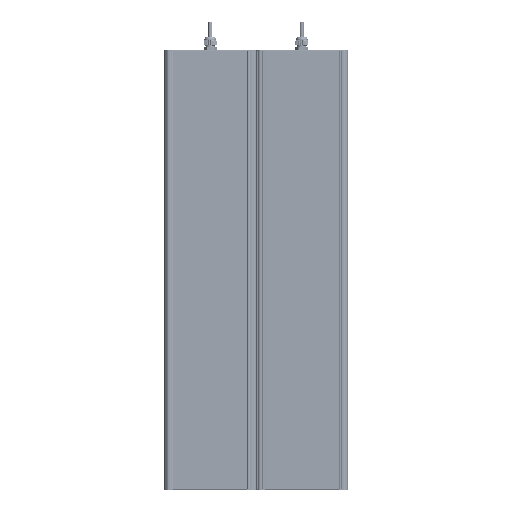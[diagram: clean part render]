
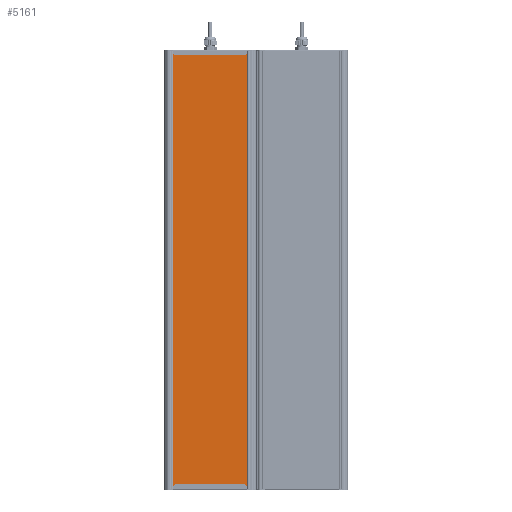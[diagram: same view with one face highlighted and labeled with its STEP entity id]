
A CAD part, front view. The second image highlights one B-rep face of the part: STEP entity #5161.
In plain terms, the highlighted face is planar.
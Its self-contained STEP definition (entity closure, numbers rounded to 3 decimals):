
#5161=ADVANCED_FACE('',(#16798),#16800,.T.);
#16798=FACE_BOUND('',#16799,.T.);
#16799=EDGE_LOOP('',(#47060,#47061,#47062,#47063));
#16800=PLANE('',#16801);
#16801=AXIS2_PLACEMENT_3D('',#16802,#16803,#16804);
#16802=CARTESIAN_POINT('',(2111.497,401.002,-34.582));
#16803=DIRECTION('',(0.,0.,-1.));
#16804=DIRECTION('',(0.,1.,0.));
#47060=ORIENTED_EDGE('',*,*,#55892,.F.);
#47061=ORIENTED_EDGE('',*,*,#55891,.T.);
#47062=ORIENTED_EDGE('',*,*,#55893,.F.);
#47063=ORIENTED_EDGE('',*,*,#55894,.F.);
#55891=EDGE_CURVE('',#62600,#62604,#62606,.T.);
#55892=EDGE_CURVE('',#62600,#62607,#62608,.T.);
#55893=EDGE_CURVE('',#62609,#62604,#62610,.T.);
#55894=EDGE_CURVE('',#62607,#62609,#62611,.T.);
#62600=VERTEX_POINT('',#83202);
#62604=VERTEX_POINT('',#83210);
#62606=LINE('',#83214,#83215);
#62607=VERTEX_POINT('',#83217);
#62608=LINE('',#83218,#83219);
#62609=VERTEX_POINT('',#83221);
#62610=LINE('',#83222,#83223);
#62611=LINE('',#83225,#83226);
#83202=CARTESIAN_POINT('',(2111.497,565.13,-34.582));
#83210=CARTESIAN_POINT('',(3007.497,565.13,-34.582));
#83214=CARTESIAN_POINT('',(2111.497,565.13,-34.582));
#83215=VECTOR('',#83216,1.);
#83216=DIRECTION('',(1.,0.,0.));
#83217=CARTESIAN_POINT('',(2111.497,401.002,-34.582));
#83218=CARTESIAN_POINT('',(2111.497,565.13,-34.582));
#83219=VECTOR('',#83220,1.);
#83220=DIRECTION('',(0.,-1.,0.));
#83221=CARTESIAN_POINT('',(3007.497,401.002,-34.582));
#83222=CARTESIAN_POINT('',(3007.497,401.002,-34.582));
#83223=VECTOR('',#83224,1.);
#83224=DIRECTION('',(0.,1.,0.));
#83225=CARTESIAN_POINT('',(2111.497,401.002,-34.582));
#83226=VECTOR('',#83227,1.);
#83227=DIRECTION('',(1.,0.,0.));
